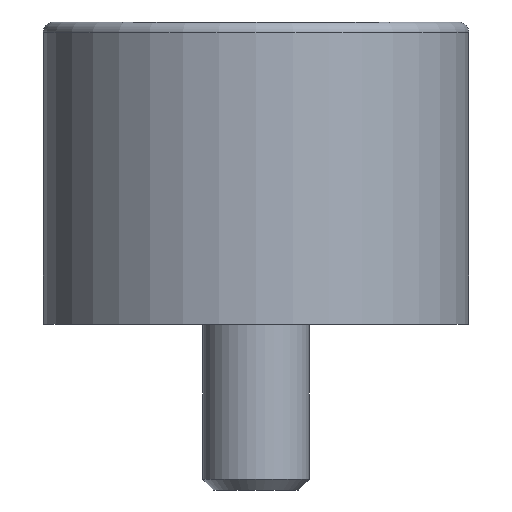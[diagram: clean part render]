
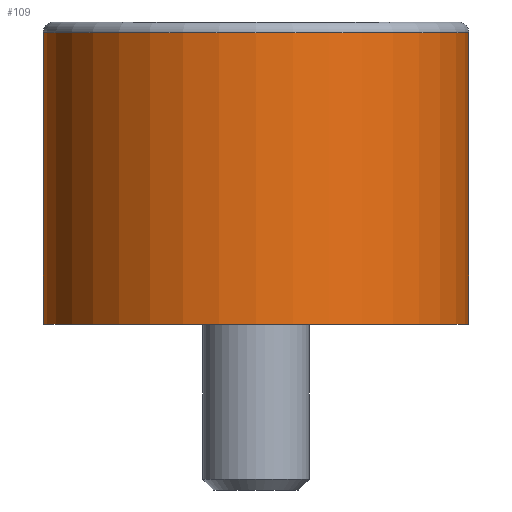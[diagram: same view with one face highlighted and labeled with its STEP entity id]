
A CAD part, front view. The second image highlights one B-rep face of the part: STEP entity #109.
In plain terms, the highlighted cylindrical face has radius 10 mm (diameter 20 mm), a partial arc.
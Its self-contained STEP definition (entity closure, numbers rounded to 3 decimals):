
#14 = AXIS2_PLACEMENT_3D ( 'NONE', #1101, #1558, #1405 ) ;
#94 = FACE_OUTER_BOUND ( 'NONE', #1240, .T. ) ;
#109 = ADVANCED_FACE ( 'NONE', ( #94 ), #364, .T. ) ;
#114 = DIRECTION ( 'NONE',  ( 0., 0., -1. ) ) ;
#143 = CARTESIAN_POINT ( 'NONE',  ( -10., -13., 14.2 ) ) ;
#200 = VERTEX_POINT ( 'NONE', #1048 ) ;
#281 = CIRCLE ( 'NONE', #1827, 10. ) ;
#361 = DIRECTION ( 'NONE',  ( 1., 0., 0. ) ) ;
#364 = CYLINDRICAL_SURFACE ( 'NONE', #878, 10. ) ;
#379 = EDGE_CURVE ( 'NONE', #200, #1379, #573, .T. ) ;
#519 = DIRECTION ( 'NONE',  ( 0., 0., -1. ) ) ;
#562 = DIRECTION ( 'NONE',  ( 0., 0., -1. ) ) ;
#573 = CIRCLE ( 'NONE', #14, 10. ) ;
#599 = VECTOR ( 'NONE', #562, 1000. ) ;
#613 = ORIENTED_EDGE ( 'NONE', *, *, #1699, .F. ) ;
#633 = ORIENTED_EDGE ( 'NONE', *, *, #379, .T. ) ;
#715 = LINE ( 'NONE', #875, #599 ) ;
#816 = EDGE_CURVE ( 'NONE', #823, #200, #1911, .T. ) ;
#823 = VERTEX_POINT ( 'NONE', #1673 ) ;
#875 = CARTESIAN_POINT ( 'NONE',  ( 10., -13., 14.2 ) ) ;
#878 = AXIS2_PLACEMENT_3D ( 'NONE', #1161, #114, #1187 ) ;
#979 = CARTESIAN_POINT ( 'NONE',  ( 0., -13., 13.7 ) ) ;
#1048 = CARTESIAN_POINT ( 'NONE',  ( -10., -13., 0. ) ) ;
#1101 = CARTESIAN_POINT ( 'NONE',  ( 0., -13., 0. ) ) ;
#1161 = CARTESIAN_POINT ( 'NONE',  ( 0., -13., 14.2 ) ) ;
#1187 = DIRECTION ( 'NONE',  ( -1., 0., 0. ) ) ;
#1240 = EDGE_LOOP ( 'NONE', ( #613, #1987, #1316, #633 ) ) ;
#1316 = ORIENTED_EDGE ( 'NONE', *, *, #816, .T. ) ;
#1379 = VERTEX_POINT ( 'NONE', #1384 ) ;
#1384 = CARTESIAN_POINT ( 'NONE',  ( 10., -13., 0. ) ) ;
#1405 = DIRECTION ( 'NONE',  ( 1., 0., 0. ) ) ;
#1518 = DIRECTION ( 'NONE',  ( 0., 0., -1. ) ) ;
#1558 = DIRECTION ( 'NONE',  ( 0., 0., 1. ) ) ;
#1567 = VERTEX_POINT ( 'NONE', #1920 ) ;
#1673 = CARTESIAN_POINT ( 'NONE',  ( -10., -13., 13.7 ) ) ;
#1699 = EDGE_CURVE ( 'NONE', #1567, #1379, #715, .T. ) ;
#1827 = AXIS2_PLACEMENT_3D ( 'NONE', #979, #519, #361 ) ;
#1911 = LINE ( 'NONE', #143, #1936 ) ;
#1920 = CARTESIAN_POINT ( 'NONE',  ( 10., -13., 13.7 ) ) ;
#1936 = VECTOR ( 'NONE', #1518, 1000. ) ;
#1987 = ORIENTED_EDGE ( 'NONE', *, *, #1991, .T. ) ;
#1991 = EDGE_CURVE ( 'NONE', #1567, #823, #281, .T. ) ;
